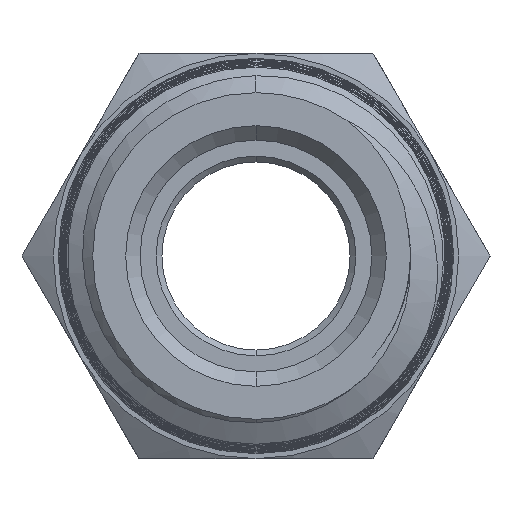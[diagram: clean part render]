
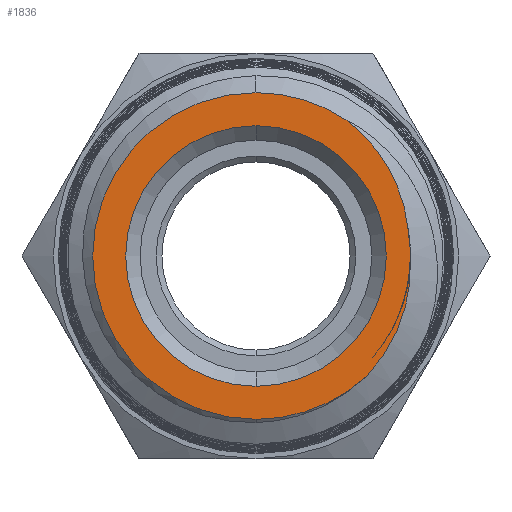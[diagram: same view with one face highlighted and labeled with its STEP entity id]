
A CAD part, front view. The second image highlights one B-rep face of the part: STEP entity #1836.
In plain terms, the highlighted planar face has unit normal (0, -1, 0).
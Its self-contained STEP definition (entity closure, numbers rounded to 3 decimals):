
#1 = VERTEX_POINT ( 'NONE', #6299 ) ;
#165 = CARTESIAN_POINT ( 'NONE',  ( 3.821, 0., 4.07 ) ) ;
#468 = EDGE_LOOP ( 'NONE', ( #1711, #1776, #1784, #1786, #1810, #1873 ) ) ;
#646 = CARTESIAN_POINT ( 'NONE',  ( 4.292, 0., -3.588 ) ) ;
#739 = CARTESIAN_POINT ( 'NONE',  ( 3.426, 0., 4.454 ) ) ;
#843 = DIRECTION ( 'NONE',  ( 0., 1., 0. ) ) ;
#967 = VERTEX_POINT ( 'NONE', #2386 ) ;
#988 = AXIS2_PLACEMENT_3D ( 'NONE', #6076, #2879, #6610 ) ;
#1089 = VERTEX_POINT ( 'NONE', #6241 ) ;
#1209 = CARTESIAN_POINT ( 'NONE',  ( 4.675, 0., -2.995 ) ) ;
#1292 = CARTESIAN_POINT ( 'NONE',  ( 0., 0., 0. ) ) ;
#1311 = CARTESIAN_POINT ( 'NONE',  ( 3.145, 0., 4.683 ) ) ;
#1581 = VERTEX_POINT ( 'NONE', #5921 ) ;
#1696 = ORIENTED_EDGE ( 'NONE', *, *, #1708, .T. ) ;
#1697 = ORIENTED_EDGE ( 'NONE', *, *, #6663, .T. ) ;
#1708 = EDGE_CURVE ( 'NONE', #1581, #2808, #6727, .T. ) ;
#1711 = ORIENTED_EDGE ( 'NONE', *, *, #2596, .T. ) ;
#1716 = AXIS2_PLACEMENT_3D ( 'NONE', #5802, #2593, #6326 ) ;
#1776 = ORIENTED_EDGE ( 'NONE', *, *, #3670, .T. ) ;
#1784 = ORIENTED_EDGE ( 'NONE', *, *, #6387, .T. ) ;
#1786 = ORIENTED_EDGE ( 'NONE', *, *, #6173, .T. ) ;
#1801 = CARTESIAN_POINT ( 'NONE',  ( 5.087, 0., -2.033 ) ) ;
#1810 = ORIENTED_EDGE ( 'NONE', *, *, #2830, .T. ) ;
#1836 = ADVANCED_FACE ( 'NONE', ( #6390, #4956 ), #2151, .F. ) ;
#1865 = VERTEX_POINT ( 'NONE', #2600 ) ;
#1871 = DIRECTION ( 'NONE',  ( 0., 0., 1. ) ) ;
#1873 = ORIENTED_EDGE ( 'NONE', *, *, #6395, .T. ) ;
#2114 = CIRCLE ( 'NONE', #4684, 4.5 ) ;
#2141 = CARTESIAN_POINT ( 'NONE',  ( 5.353, 0., 0.133 ) ) ;
#2151 = PLANE ( 'NONE',  #4861 ) ;
#2277 = CIRCLE ( 'NONE', #3960, 5.641 ) ;
#2318 = DIRECTION ( 'NONE',  ( 0., -1., 0. ) ) ;
#2336 = CARTESIAN_POINT ( 'NONE',  ( 3.846, 0., -4.127 ) ) ;
#2358 = CARTESIAN_POINT ( 'NONE',  ( 5.308, 0., -0.997 ) ) ;
#2386 = CARTESIAN_POINT ( 'NONE',  ( 5.33, 0., -0.293 ) ) ;
#2388 = VERTEX_POINT ( 'NONE', #4239 ) ;
#2430 = CARTESIAN_POINT ( 'NONE',  ( 5.127, 0., 1.701 ) ) ;
#2455 = CARTESIAN_POINT ( 'NONE',  ( 0., 0., 0. ) ) ;
#2472 = DIRECTION ( 'NONE',  ( 0., 1., 0. ) ) ;
#2483 = DIRECTION ( 'NONE',  ( 0., 0., 1. ) ) ;
#2593 = DIRECTION ( 'NONE',  ( 0., -1., 0. ) ) ;
#2596 = EDGE_CURVE ( 'NONE', #1, #1865, #2881, .T. ) ;
#2600 = CARTESIAN_POINT ( 'NONE',  ( 0., 0., 5.641 ) ) ;
#2686 = CARTESIAN_POINT ( 'NONE',  ( 5.325, 0., 0.561 ) ) ;
#2688 = AXIS2_PLACEMENT_3D ( 'NONE', #5516, #2318, #6059 ) ;
#2808 = VERTEX_POINT ( 'NONE', #3213 ) ;
#2811 = CARTESIAN_POINT ( 'NONE',  ( 0., 0., -5.641 ) ) ;
#2830 = EDGE_CURVE ( 'NONE', #967, #1089, #3836, .T. ) ;
#2879 = DIRECTION ( 'NONE',  ( 0., 1., 0. ) ) ;
#2881 = CIRCLE ( 'NONE', #1716, 5.641 ) ;
#2901 = CARTESIAN_POINT ( 'NONE',  ( 5.33, 0., -0.293 ) ) ;
#2972 = CARTESIAN_POINT ( 'NONE',  ( 4.751, 0., 2.728 ) ) ;
#3213 = CARTESIAN_POINT ( 'NONE',  ( 0., 0., 4.5 ) ) ;
#3505 = CARTESIAN_POINT ( 'NONE',  ( 4.18, 0., 3.658 ) ) ;
#3555 = EDGE_LOOP ( 'NONE', ( #1696, #1697 ) ) ;
#3670 = EDGE_CURVE ( 'NONE', #1865, #5925, #4290, .T. ) ;
#3836 = B_SPLINE_CURVE_WITH_KNOTS ( 'NONE', 3,
 ( #5332, #2141, #2686, #6413 ),
 .UNSPECIFIED., .F., .F.,
 ( 4, 4 ),
 ( 0., 0.001 ),
 .UNSPECIFIED. ) ;
#3937 = CARTESIAN_POINT ( 'NONE',  ( 4.078, 0., -3.866 ) ) ;
#3960 = AXIS2_PLACEMENT_3D ( 'NONE', #1292, #5074, #1871 ) ;
#4008 = CARTESIAN_POINT ( 'NONE',  ( 5.247, 0., 0.981 ) ) ;
#4030 = CARTESIAN_POINT ( 'NONE',  ( 3.693, 0., 4.203 ) ) ;
#4138 = CARTESIAN_POINT ( 'NONE',  ( 0., 0., 0. ) ) ;
#4239 = CARTESIAN_POINT ( 'NONE',  ( 3.846, 0., -4.127 ) ) ;
#4290 = CIRCLE ( 'NONE', #2688, 5.641 ) ;
#4482 = CARTESIAN_POINT ( 'NONE',  ( 4.394, 0., -3.442 ) ) ;
#4553 = CARTESIAN_POINT ( 'NONE',  ( 5.205, 0., 1.346 ) ) ;
#4575 = CARTESIAN_POINT ( 'NONE',  ( 3.288, 0., 4.572 ) ) ;
#4671 = DIRECTION ( 'NONE',  ( 0., 0., 1. ) ) ;
#4684 = AXIS2_PLACEMENT_3D ( 'NONE', #4138, #843, #4671 ) ;
#4861 = AXIS2_PLACEMENT_3D ( 'NONE', #2455, #2472, #2483 ) ;
#4956 = FACE_OUTER_BOUND ( 'NONE', #468, .T. ) ;
#5005 = CARTESIAN_POINT ( 'NONE',  ( 4.833, 0., -2.684 ) ) ;
#5074 = DIRECTION ( 'NONE',  ( 0., -1., 0. ) ) ;
#5332 = CARTESIAN_POINT ( 'NONE',  ( 5.33, 0., -0.293 ) ) ;
#5516 = CARTESIAN_POINT ( 'NONE',  ( 0., 0., 0. ) ) ;
#5560 = CARTESIAN_POINT ( 'NONE',  ( 5.184, 0., -1.689 ) ) ;
#5802 = CARTESIAN_POINT ( 'NONE',  ( 0., 0., 0. ) ) ;
#5921 = CARTESIAN_POINT ( 'NONE',  ( 0., 0., -4.5 ) ) ;
#5925 = VERTEX_POINT ( 'NONE', #2811 ) ;
#6059 = DIRECTION ( 'NONE',  ( 0., 0., 1. ) ) ;
#6072 = CARTESIAN_POINT ( 'NONE',  ( 3.965, 0., -4. ) ) ;
#6076 = CARTESIAN_POINT ( 'NONE',  ( 0., 0., 0. ) ) ;
#6099 = CARTESIAN_POINT ( 'NONE',  ( 5.336, 0., -0.647 ) ) ;
#6162 = CARTESIAN_POINT ( 'NONE',  ( 4.901, 0., 2.39 ) ) ;
#6173 = EDGE_CURVE ( 'NONE', #2388, #967, #6871, .T. ) ;
#6241 = CARTESIAN_POINT ( 'NONE',  ( 5.247, 0., 0.981 ) ) ;
#6299 = CARTESIAN_POINT ( 'NONE',  ( 3.145, 0., 4.683 ) ) ;
#6326 = DIRECTION ( 'NONE',  ( 0., 0., 1. ) ) ;
#6387 = EDGE_CURVE ( 'NONE', #5925, #2388, #2277, .T. ) ;
#6390 = FACE_BOUND ( 'NONE', #3555, .T. ) ;
#6395 = EDGE_CURVE ( 'NONE', #1089, #1, #6771, .T. ) ;
#6413 = CARTESIAN_POINT ( 'NONE',  ( 5.247, 0., 0.981 ) ) ;
#6610 = DIRECTION ( 'NONE',  ( 0., 0., 1. ) ) ;
#6663 = EDGE_CURVE ( 'NONE', #2808, #1581, #2114, .T. ) ;
#6690 = CARTESIAN_POINT ( 'NONE',  ( 4.389, 0., 3.362 ) ) ;
#6727 = CIRCLE ( 'NONE', #988, 4.5 ) ;
#6771 = B_SPLINE_CURVE_WITH_KNOTS ( 'NONE', 3,
 ( #4008, #4553, #2430, #6162, #2972, #6690, #3505, #165, #4030, #739, #4575, #1311 ),
 .UNSPECIFIED., .F., .F.,
 ( 4, 2, 2, 2, 2, 4 ),
 ( 0., 0.001, 0.002, 0.003, 0.004, 0.004 ),
 .UNSPECIFIED. ) ;
#6871 = B_SPLINE_CURVE_WITH_KNOTS ( 'NONE', 3,
 ( #2336, #6072, #3937, #646, #4482, #1209, #5005, #1801, #5560, #2358, #6099, #2901 ),
 .UNSPECIFIED., .F., .F.,
 ( 4, 2, 2, 2, 2, 4 ),
 ( 0.003, 0.004, 0.004, 0.005, 0.006, 0.007 ),
 .UNSPECIFIED. ) ;
